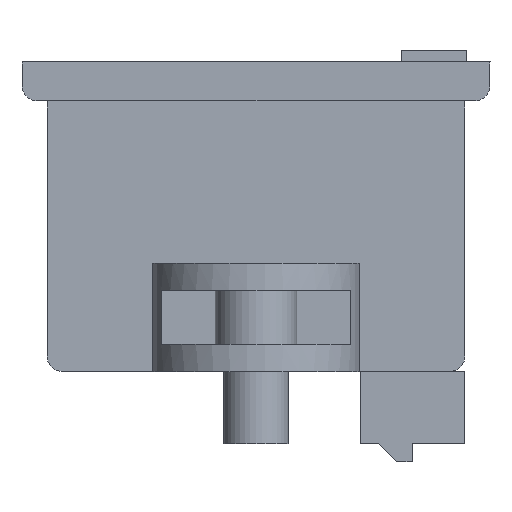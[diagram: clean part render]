
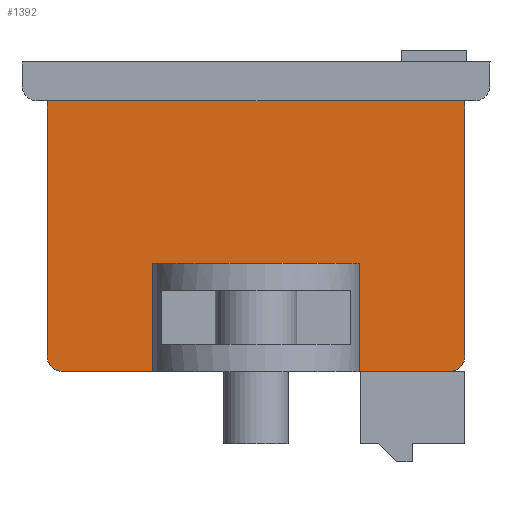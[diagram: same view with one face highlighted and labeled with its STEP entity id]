
A CAD part, left-side view. The second image highlights one B-rep face of the part: STEP entity #1392.
In plain terms, the highlighted planar face has unit normal (-1, 0, 0).
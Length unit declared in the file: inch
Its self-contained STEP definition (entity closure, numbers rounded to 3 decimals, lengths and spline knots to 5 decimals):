
#12 = VERTEX_POINT ( 'NONE', #659 ) ;
#79 = VECTOR ( 'NONE', #148, 39.37008 ) ;
#108 = LINE ( 'NONE', #1177, #1107 ) ;
#125 = VERTEX_POINT ( 'NONE', #893 ) ;
#144 = ORIENTED_EDGE ( 'NONE', *, *, #1127, .F. ) ;
#148 = DIRECTION ( 'NONE',  ( 0., -1., 0. ) ) ;
#149 = DIRECTION ( 'NONE',  ( 0., 0., -1. ) ) ;
#157 = EDGE_CURVE ( 'NONE', #905, #1606, #645, .T. ) ;
#160 = EDGE_CURVE ( 'NONE', #1606, #1119, #1452, .T. ) ;
#164 = CARTESIAN_POINT ( 'NONE',  ( -1.75976, -0.09545, -0.15748 ) ) ;
#178 = EDGE_LOOP ( 'NONE', ( #1456, #967, #2250, #2051, #144, #1471, #2088, #628, #794, #2211 ) ) ;
#225 = CARTESIAN_POINT ( 'NONE',  ( -1.75976, 0.74845, -0.69824 ) ) ;
#300 = EDGE_CURVE ( 'NONE', #2233, #1465, #2326, .T. ) ;
#337 = VERTEX_POINT ( 'NONE', #2276 ) ;
#355 = DIRECTION ( 'NONE',  ( 0., -1., 0. ) ) ;
#408 = DIRECTION ( 'NONE',  ( 0., 0., 1. ) ) ;
#410 = DIRECTION ( 'NONE',  ( 1., 0., 0. ) ) ;
#415 = VECTOR ( 'NONE', #1918, 39.37008 ) ;
#425 = CARTESIAN_POINT ( 'NONE',  ( -1.75976, -0.51286, -0.81299 ) ) ;
#452 = AXIS2_PLACEMENT_3D ( 'NONE', #1470, #410, #940 ) ;
#470 = EDGE_CURVE ( 'NONE', #337, #12, #2104, .T. ) ;
#504 = AXIS2_PLACEMENT_3D ( 'NONE', #560, #2207, #1300 ) ;
#529 = CIRCLE ( 'NONE', #814, 0.06299 ) ;
#538 = EDGE_CURVE ( 'NONE', #2233, #1597, #1535, .T. ) ;
#554 = FACE_OUTER_BOUND ( 'NONE', #178, .T. ) ;
#559 = VECTOR ( 'NONE', #408, 39.37008 ) ;
#560 = CARTESIAN_POINT ( 'NONE',  ( -1.75976, 0.68546, -1.18701 ) ) ;
#628 = ORIENTED_EDGE ( 'NONE', *, *, #2301, .T. ) ;
#645 = CIRCLE ( 'NONE', #504, 0.06299 ) ;
#659 = CARTESIAN_POINT ( 'NONE',  ( -1.75976, 0.32196, -1.25 ) ) ;
#670 = DIRECTION ( 'NONE',  ( 0., 0., -1. ) ) ;
#733 = CARTESIAN_POINT ( 'NONE',  ( -1.75976, -0.09545, -1.25 ) ) ;
#754 = VECTOR ( 'NONE', #1868, 39.37008 ) ;
#781 = PLANE ( 'NONE',  #452 ) ;
#794 = ORIENTED_EDGE ( 'NONE', *, *, #470, .F. ) ;
#814 = AXIS2_PLACEMENT_3D ( 'NONE', #827, #1195, #844 ) ;
#827 = CARTESIAN_POINT ( 'NONE',  ( -1.75976, -0.87636, -1.18701 ) ) ;
#844 = DIRECTION ( 'NONE',  ( 0., -1., 0. ) ) ;
#893 = CARTESIAN_POINT ( 'NONE',  ( -1.75976, -0.93935, -0.15748 ) ) ;
#905 = VERTEX_POINT ( 'NONE', #2203 ) ;
#940 = DIRECTION ( 'NONE',  ( 0., -1., 0. ) ) ;
#945 = VECTOR ( 'NONE', #355, 39.37008 ) ;
#959 = CARTESIAN_POINT ( 'NONE',  ( -1.75976, -0.51286, -0.69824 ) ) ;
#967 = ORIENTED_EDGE ( 'NONE', *, *, #538, .T. ) ;
#1000 = LINE ( 'NONE', #164, #2075 ) ;
#1015 = LINE ( 'NONE', #733, #945 ) ;
#1031 = CARTESIAN_POINT ( 'NONE',  ( -1.75976, -0.09545, -1.25 ) ) ;
#1081 = EDGE_CURVE ( 'NONE', #1962, #1597, #529, .T. ) ;
#1107 = VECTOR ( 'NONE', #149, 39.37008 ) ;
#1119 = VERTEX_POINT ( 'NONE', #1903 ) ;
#1127 = EDGE_CURVE ( 'NONE', #1119, #125, #1000, .T. ) ;
#1163 = CARTESIAN_POINT ( 'NONE',  ( -1.75976, -0.87636, -1.25 ) ) ;
#1177 = CARTESIAN_POINT ( 'NONE',  ( -1.75976, -0.93935, -0.69824 ) ) ;
#1195 = DIRECTION ( 'NONE',  ( 1., 0., 0. ) ) ;
#1264 = CARTESIAN_POINT ( 'NONE',  ( -1.75976, -0.51286, -1.25 ) ) ;
#1300 = DIRECTION ( 'NONE',  ( 0., -1., 0. ) ) ;
#1392 = ADVANCED_FACE ( 'NONE', ( #554 ), #781, .F. ) ;
#1452 = LINE ( 'NONE', #225, #559 ) ;
#1456 = ORIENTED_EDGE ( 'NONE', *, *, #300, .F. ) ;
#1465 = VERTEX_POINT ( 'NONE', #425 ) ;
#1470 = CARTESIAN_POINT ( 'NONE',  ( -1.75976, -0.09545, -0.69824 ) ) ;
#1471 = ORIENTED_EDGE ( 'NONE', *, *, #160, .F. ) ;
#1535 = LINE ( 'NONE', #1031, #79 ) ;
#1562 = CARTESIAN_POINT ( 'NONE',  ( -1.75976, 0.74845, -1.18701 ) ) ;
#1597 = VERTEX_POINT ( 'NONE', #1163 ) ;
#1606 = VERTEX_POINT ( 'NONE', #1562 ) ;
#1753 = EDGE_CURVE ( 'NONE', #125, #1962, #108, .T. ) ;
#1765 = CARTESIAN_POINT ( 'NONE',  ( -1.75976, 0.32196, -0.69824 ) ) ;
#1780 = DIRECTION ( 'NONE',  ( 0., -1., 0. ) ) ;
#1868 = DIRECTION ( 'NONE',  ( 0., 0., 1. ) ) ;
#1903 = CARTESIAN_POINT ( 'NONE',  ( -1.75976, 0.74845, -0.15748 ) ) ;
#1918 = DIRECTION ( 'NONE',  ( 0., 1., 0. ) ) ;
#1962 = VERTEX_POINT ( 'NONE', #2035 ) ;
#2035 = CARTESIAN_POINT ( 'NONE',  ( -1.75976, -0.93935, -1.18701 ) ) ;
#2047 = VECTOR ( 'NONE', #670, 39.37008 ) ;
#2051 = ORIENTED_EDGE ( 'NONE', *, *, #1753, .F. ) ;
#2075 = VECTOR ( 'NONE', #1780, 39.37008 ) ;
#2088 = ORIENTED_EDGE ( 'NONE', *, *, #157, .F. ) ;
#2104 = LINE ( 'NONE', #1765, #2047 ) ;
#2137 = EDGE_CURVE ( 'NONE', #1465, #337, #2152, .T. ) ;
#2152 = LINE ( 'NONE', #2259, #415 ) ;
#2203 = CARTESIAN_POINT ( 'NONE',  ( -1.75976, 0.68546, -1.25 ) ) ;
#2207 = DIRECTION ( 'NONE',  ( 1., 0., 0. ) ) ;
#2211 = ORIENTED_EDGE ( 'NONE', *, *, #2137, .F. ) ;
#2233 = VERTEX_POINT ( 'NONE', #1264 ) ;
#2250 = ORIENTED_EDGE ( 'NONE', *, *, #1081, .F. ) ;
#2259 = CARTESIAN_POINT ( 'NONE',  ( -1.75976, -0.09545, -0.81299 ) ) ;
#2276 = CARTESIAN_POINT ( 'NONE',  ( -1.75976, 0.32196, -0.81299 ) ) ;
#2301 = EDGE_CURVE ( 'NONE', #905, #12, #1015, .T. ) ;
#2326 = LINE ( 'NONE', #959, #754 ) ;
